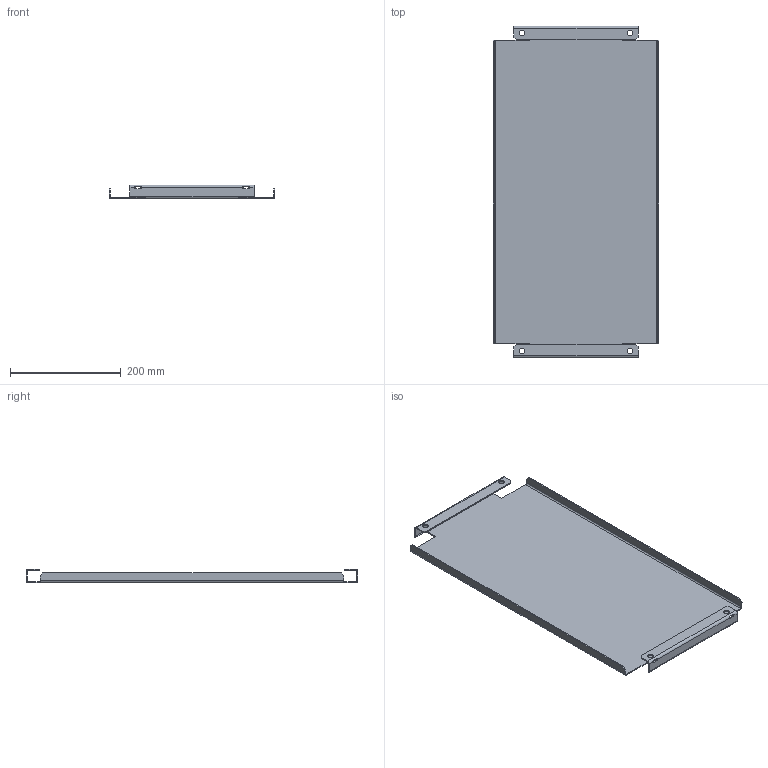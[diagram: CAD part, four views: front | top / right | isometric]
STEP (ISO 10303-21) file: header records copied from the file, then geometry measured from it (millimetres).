
FILE_DESCRIPTION(/* description */ (''),/* implementation_level */ '2;1');
FILE_NAME(/* name */ 'PLP6040.stp',/* time_stamp */ '2020-02-06T11:10:04+01:00',/* author */ (''),/* organization */ (''),/* preprocessor_version */ 'ST-DEVELOPER v16.7',/* originating_system */ 'SIEMENS PLM Software NX 12.0',/* authorisation */ '');
FILE_SCHEMA (('AP203_CONFIGURATION_CONTROLLED_3D_DESIGN_OF_MECHANICAL_PARTS_AND_ASSEMBLIES_MIM_LF { 1 0 10303 403 2 1 2}'));
Length unit declared in the file: millimetre
Products named in the file (1): 600.P187.03-02-PLACA MONTAJE PARCIAL 2MM
Bounding box: 300 x 600 x 25 mm (x, y, z)
Volume: 416155.6 mm3; surface area: 421094.7 mm2
Topology: 1 solids, 1 shells, 82 faces, 250 edges, 162 vertices
Faces by surface type: plane 50, cylinder 24, bspline 8
Full cylindrical faces by diameter (mm): 10 x4
Entity records: 3074 total; most frequent: CARTESIAN_POINT 751, ORIENTED_EDGE 488, DIRECTION 434, EDGE_CURVE 244, LINE 172, VECTOR 172, VERTEX_POINT 160, AXIS2_PLACEMENT_3D 131
